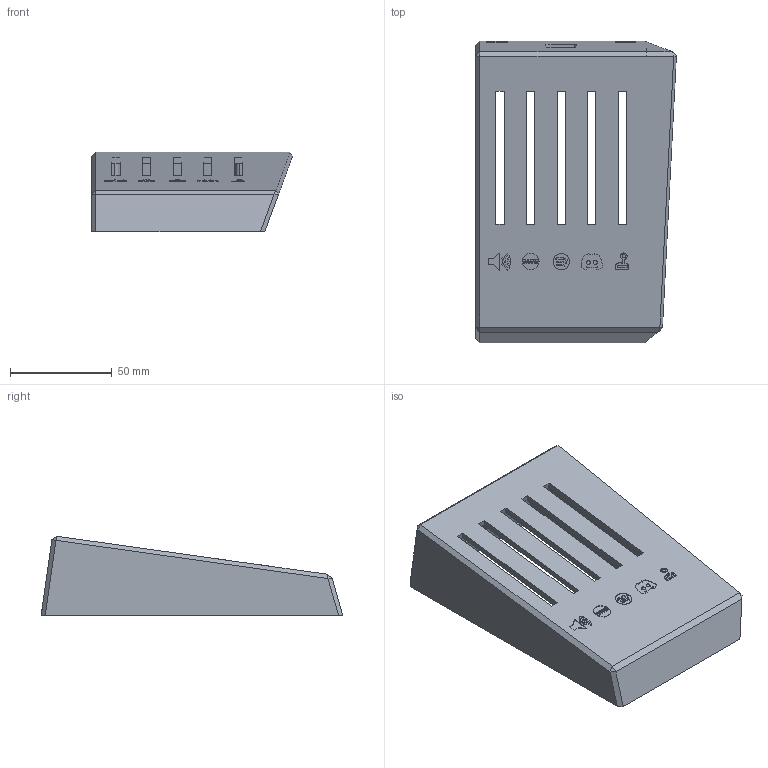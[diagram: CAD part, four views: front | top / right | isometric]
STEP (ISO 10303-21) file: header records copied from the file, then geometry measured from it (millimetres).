
FILE_DESCRIPTION(/* description */ (''),/* implementation_level */ '2;1');
FILE_NAME(/* name */ 'DeeJ-Audio-Controller-Box v8.step',/* time_stamp */ '2024-07-05T03:12:45+02:00',/* author */ (''),/* organization */ (''),/* preprocessor_version */ 'ST-DEVELOPER v20',/* originating_system */ 'Autodesk Translation Framework v13.14.0.145',/* authorisation */ '');
FILE_SCHEMA (('AUTOMOTIVE_DESIGN { 1 0 10303 214 3 1 1 }'));
Length unit declared in the file: millimetre
Products named in the file (1): DeeJ-Audio-Controller-Box
Bounding box: 98.52 x 148.02 x 39.04 mm (x, y, z)
Volume: 127190.7 mm3; surface area: 56036.1 mm2
Topology: 1 solids, 1 shells, 859 faces, 2070 edges, 1194 vertices
Faces by surface type: plane 673, cylinder 106, bspline 80
Full cylindrical faces by diameter (mm): 1.63 x1, 4 x6
Entity records: 25662 total; most frequent: CARTESIAN_POINT 5495, ORIENTED_EDGE 4412, DIRECTION 3945, EDGE_CURVE 2206, LINE 1681, VECTOR 1681, VERTEX_POINT 1194, AXIS2_PLACEMENT_3D 1132
